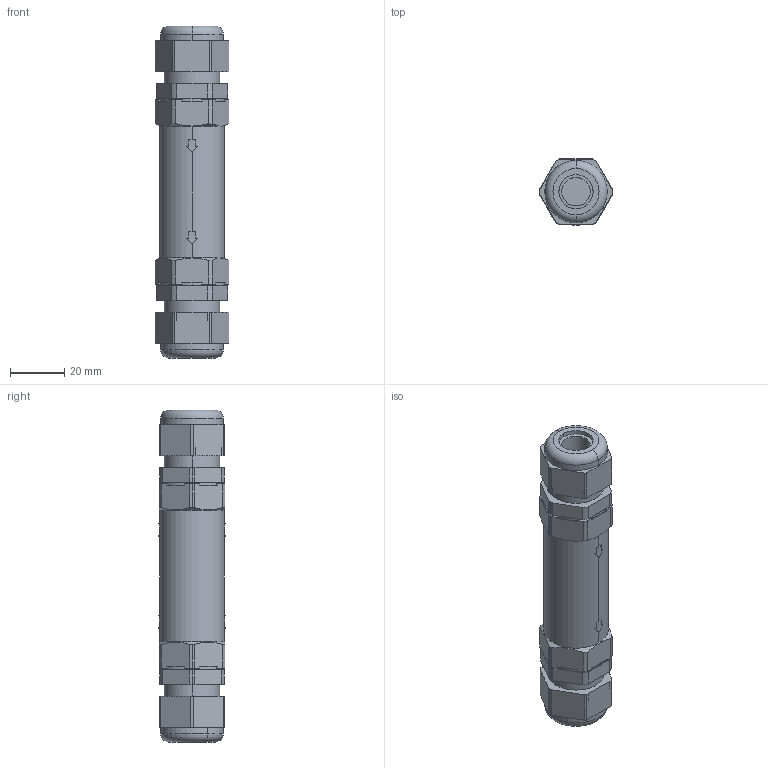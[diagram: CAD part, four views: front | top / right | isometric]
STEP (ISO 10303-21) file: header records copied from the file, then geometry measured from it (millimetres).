
FILE_DESCRIPTION(('CATIA V5 STEP Exchange','CAx-IF Rec.Pracs.--- Model Styling and Organization---1.4--- 2014-01-23'),'2;1');
FILE_NAME ('1145538-3_0', '2020-04-15T06:34:36+00:00', ('none'), ('Weidmueller'), 'CATIA Version 5-6 Release 2016 SP3 HF44', 'CATIA V5 STEP AP214', 'none');
FILE_SCHEMA(('AUTOMOTIVE_DESIGN { 1 0 10303 214 1 1 1 1 }'));
Length unit declared in the file: millimetre
Products named in the file (1): 2685580000
Bounding box: 27.1 x 24.4 x 122.3 mm (x, y, z)
Volume: 44788.9 mm3; surface area: 19211.4 mm2
Topology: 7 solids, 23 shells, 393 faces, 1187 edges, 856 vertices
Faces by surface type: cylinder 179, plane 154, cone 28, revolution 20, torus 12
Entity records: 13705 total; most frequent: CARTESIAN_POINT 3396, ORIENTED_EDGE 2374, DIRECTION 1669, EDGE_CURVE 1187, VERTEX_POINT 856, AXIS2_PLACEMENT_3D 711, VECTOR 632, LINE 632
